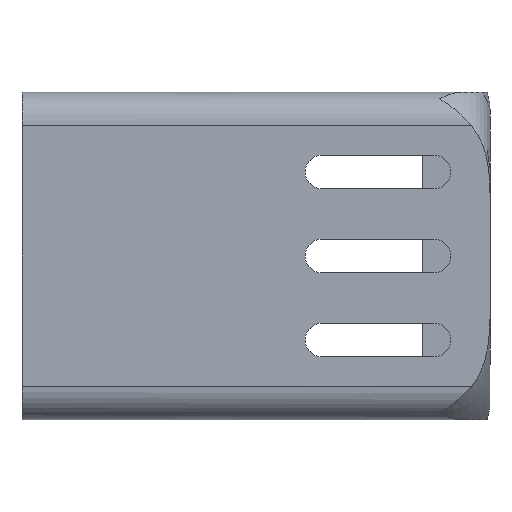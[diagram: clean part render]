
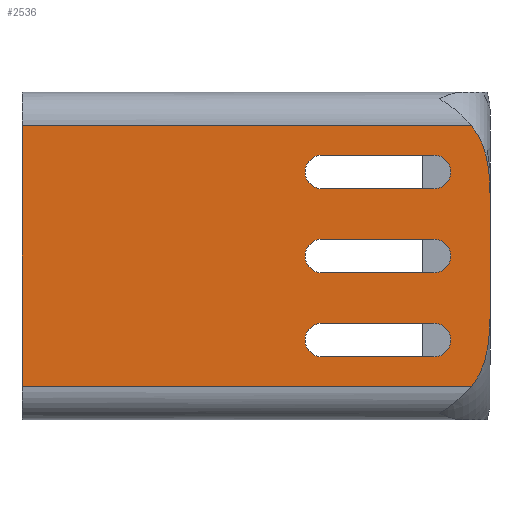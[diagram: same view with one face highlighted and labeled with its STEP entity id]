
A CAD part, front view. The second image highlights one B-rep face of the part: STEP entity #2536.
In plain terms, the highlighted planar face has unit normal (0, -1, 0).
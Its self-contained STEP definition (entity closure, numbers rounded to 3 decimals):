
#20=FACE_BOUND('',#375,.T.);
#21=FACE_BOUND('',#376,.T.);
#22=FACE_BOUND('',#377,.T.);
#86=B_SPLINE_CURVE_WITH_KNOTS('',3,(#4319,#4320,#4321,#4322,#4323,#4324,
#4325,#4326,#4327,#4328,#4329,#4330),.UNSPECIFIED.,.F.,.F.,(4,2,2,2,2,4),
(1.743,1.747,1.856,1.965,2.155,
2.345),.UNSPECIFIED.);
#91=B_SPLINE_CURVE_WITH_KNOTS('',3,(#4390,#4391,#4392,#4393,#4394,#4395,
#4396,#4397,#4398,#4399,#4400,#4401),.UNSPECIFIED.,.F.,.F.,(4,2,2,2,2,4),
(3.395,3.584,3.774,3.884,3.993,
3.997),.UNSPECIFIED.);
#129=PLANE('',#2751);
#239=FACE_OUTER_BOUND('',#374,.T.);
#374=EDGE_LOOP('',(#2008,#2009,#2010,#2011,#2012,#2013));
#375=EDGE_LOOP('',(#2014,#2015,#2016,#2017));
#376=EDGE_LOOP('',(#2018,#2019,#2020,#2021));
#377=EDGE_LOOP('',(#2022,#2023,#2024,#2025));
#458=LINE('',#3555,#706);
#462=LINE('',#3565,#710);
#467=LINE('',#3580,#715);
#469=LINE('',#3585,#717);
#473=LINE('',#3597,#721);
#478=LINE('',#3613,#726);
#587=LINE('',#4421,#835);
#589=LINE('',#4426,#837);
#590=LINE('',#4428,#838);
#591=LINE('',#4429,#839);
#706=VECTOR('',#2860,10.);
#710=VECTOR('',#2872,10.);
#715=VECTOR('',#2885,10.);
#717=VECTOR('',#2889,10.);
#721=VECTOR('',#2901,10.);
#726=VECTOR('',#2920,10.);
#835=VECTOR('',#3231,10.);
#837=VECTOR('',#3237,10.);
#838=VECTOR('',#3238,10.);
#839=VECTOR('',#3239,10.);
#952=CIRCLE('',#2627,1.5);
#954=CIRCLE('',#2631,1.5);
#956=CIRCLE('',#2635,1.5);
#958=CIRCLE('',#2640,1.5);
#960=CIRCLE('',#2644,1.5);
#962=CIRCLE('',#2647,1.5);
#1030=VERTEX_POINT('',#3546);
#1031=VERTEX_POINT('',#3548);
#1033=VERTEX_POINT('',#3554);
#1035=VERTEX_POINT('',#3560);
#1038=VERTEX_POINT('',#3570);
#1039=VERTEX_POINT('',#3572);
#1041=VERTEX_POINT('',#3578);
#1043=VERTEX_POINT('',#3584);
#1046=VERTEX_POINT('',#3594);
#1047=VERTEX_POINT('',#3596);
#1049=VERTEX_POINT('',#3602);
#1051=VERTEX_POINT('',#3608);
#1192=VERTEX_POINT('',#4245);
#1198=VERTEX_POINT('',#4310);
#1204=VERTEX_POINT('',#4387);
#1205=VERTEX_POINT('',#4389);
#1207=VERTEX_POINT('',#4420);
#1209=VERTEX_POINT('',#4427);
#1284=EDGE_CURVE('',#1031,#1030,#952,.T.);
#1287=EDGE_CURVE('',#1033,#1031,#458,.T.);
#1290=EDGE_CURVE('',#1035,#1033,#954,.T.);
#1293=EDGE_CURVE('',#1030,#1035,#462,.T.);
#1296=EDGE_CURVE('',#1039,#1038,#956,.T.);
#1300=EDGE_CURVE('',#1038,#1041,#467,.T.);
#1302=EDGE_CURVE('',#1043,#1039,#469,.T.);
#1305=EDGE_CURVE('',#1041,#1043,#958,.T.);
#1308=EDGE_CURVE('',#1047,#1046,#473,.T.);
#1311=EDGE_CURVE('',#1049,#1047,#960,.T.);
#1315=EDGE_CURVE('',#1046,#1051,#962,.T.);
#1317=EDGE_CURVE('',#1051,#1049,#478,.T.);
#1510=EDGE_CURVE('',#1198,#1192,#86,.T.);
#1516=EDGE_CURVE('',#1204,#1205,#91,.T.);
#1519=EDGE_CURVE('',#1207,#1205,#587,.T.);
#1522=EDGE_CURVE('',#1204,#1192,#589,.T.);
#1523=EDGE_CURVE('',#1209,#1198,#590,.T.);
#1524=EDGE_CURVE('',#1207,#1209,#591,.T.);
#2008=ORIENTED_EDGE('',*,*,#1516,.F.);
#2009=ORIENTED_EDGE('',*,*,#1522,.T.);
#2010=ORIENTED_EDGE('',*,*,#1510,.F.);
#2011=ORIENTED_EDGE('',*,*,#1523,.F.);
#2012=ORIENTED_EDGE('',*,*,#1524,.F.);
#2013=ORIENTED_EDGE('',*,*,#1519,.T.);
#2014=ORIENTED_EDGE('',*,*,#1284,.T.);
#2015=ORIENTED_EDGE('',*,*,#1293,.T.);
#2016=ORIENTED_EDGE('',*,*,#1290,.T.);
#2017=ORIENTED_EDGE('',*,*,#1287,.T.);
#2018=ORIENTED_EDGE('',*,*,#1300,.T.);
#2019=ORIENTED_EDGE('',*,*,#1305,.T.);
#2020=ORIENTED_EDGE('',*,*,#1302,.T.);
#2021=ORIENTED_EDGE('',*,*,#1296,.T.);
#2022=ORIENTED_EDGE('',*,*,#1315,.T.);
#2023=ORIENTED_EDGE('',*,*,#1317,.T.);
#2024=ORIENTED_EDGE('',*,*,#1311,.T.);
#2025=ORIENTED_EDGE('',*,*,#1308,.T.);
#2536=ADVANCED_FACE('',(#239,#20,#21,#22),#129,.T.);
#2627=AXIS2_PLACEMENT_3D('',#3549,#2854,#2855);
#2631=AXIS2_PLACEMENT_3D('',#3561,#2866,#2867);
#2635=AXIS2_PLACEMENT_3D('',#3573,#2878,#2879);
#2640=AXIS2_PLACEMENT_3D('',#3589,#2895,#2896);
#2644=AXIS2_PLACEMENT_3D('',#3603,#2907,#2908);
#2647=AXIS2_PLACEMENT_3D('',#3610,#2915,#2916);
#2751=AXIS2_PLACEMENT_3D('',#4425,#3235,#3236);
#2854=DIRECTION('center_axis',(0.,1.,0.));
#2855=DIRECTION('ref_axis',(0.,0.,-1.));
#2860=DIRECTION('',(-1.,0.,0.));
#2866=DIRECTION('center_axis',(0.,1.,0.));
#2867=DIRECTION('ref_axis',(0.,0.,1.));
#2872=DIRECTION('',(1.,0.,0.));
#2878=DIRECTION('center_axis',(0.,1.,0.));
#2879=DIRECTION('ref_axis',(0.,0.,
-1.));
#2885=DIRECTION('',(1.,0.,0.));
#2889=DIRECTION('',(-1.,0.,0.));
#2895=DIRECTION('center_axis',(0.,1.,0.));
#2896=DIRECTION('ref_axis',(0.,0.,1.));
#2901=DIRECTION('',(1.,0.,0.));
#2907=DIRECTION('center_axis',(0.,1.,0.));
#2908=DIRECTION('ref_axis',(0.,0.,-1.));
#2915=DIRECTION('center_axis',(0.,1.,0.));
#2916=DIRECTION('ref_axis',(0.,0.,1.));
#2920=DIRECTION('',(-1.,0.,0.));
#3231=DIRECTION('',(1.,0.,0.));
#3235=DIRECTION('center_axis',(0.,-1.,0.));
#3236=DIRECTION('ref_axis',(1.,0.,0.));
#3237=DIRECTION('',(0.,0.,1.));
#3238=DIRECTION('',(1.,0.,0.));
#3239=DIRECTION('',(0.,0.,1.));
#3546=CARTESIAN_POINT('',(11.5,-11.8,9.));
#3548=CARTESIAN_POINT('',(11.5,-11.8,6.));
#3549=CARTESIAN_POINT('Origin',(11.5,-11.8,7.5));
#3554=CARTESIAN_POINT('',(21.5,-11.8,6.));
#3555=CARTESIAN_POINT('',(3.125,-11.8,6.));
#3560=CARTESIAN_POINT('',(21.5,-11.8,9.));
#3561=CARTESIAN_POINT('Origin',(21.5,-11.8,7.5));
#3565=CARTESIAN_POINT('',(-1.875,-11.8,9.));
#3570=CARTESIAN_POINT('',(11.5,-11.8,1.5));
#3572=CARTESIAN_POINT('',(11.5,-11.8,-1.5));
#3573=CARTESIAN_POINT('Origin',(11.5,-11.8,0.));
#3578=CARTESIAN_POINT('',(21.5,-11.8,1.5));
#3580=CARTESIAN_POINT('',(-1.875,-11.8,1.5));
#3584=CARTESIAN_POINT('',(21.5,-11.8,-1.5));
#3585=CARTESIAN_POINT('',(3.125,-11.8,-1.5));
#3589=CARTESIAN_POINT('Origin',(21.5,-11.8,0.));
#3594=CARTESIAN_POINT('',(21.5,-11.8,-6.));
#3596=CARTESIAN_POINT('',(11.5,-11.8,-6.));
#3597=CARTESIAN_POINT('',(-1.875,-11.8,-6.));
#3602=CARTESIAN_POINT('',(11.5,-11.8,-9.));
#3603=CARTESIAN_POINT('Origin',(11.5,-11.8,-7.5));
#3608=CARTESIAN_POINT('',(21.5,-11.8,-9.));
#3610=CARTESIAN_POINT('Origin',(21.5,-11.8,-7.5));
#3613=CARTESIAN_POINT('',(3.125,-11.8,-9.));
#4245=CARTESIAN_POINT('',(26.5,-11.8,5.591));
#4310=CARTESIAN_POINT('',(24.838,-11.8,11.625));
#4319=CARTESIAN_POINT('Ctrl Pts',(24.838,-11.8,11.625));
#4320=CARTESIAN_POINT('Ctrl Pts',(24.845,-11.8,11.616));
#4321=CARTESIAN_POINT('Ctrl Pts',(24.853,-11.8,11.607));
#4322=CARTESIAN_POINT('Ctrl Pts',(25.096,-11.8,11.32));
#4323=CARTESIAN_POINT('Ctrl Pts',(25.32,-11.8,10.99));
#4324=CARTESIAN_POINT('Ctrl Pts',(25.696,-11.8,10.288));
#4325=CARTESIAN_POINT('Ctrl Pts',(25.849,-11.8,9.918));
#4326=CARTESIAN_POINT('Ctrl Pts',(26.168,-11.8,8.972));
#4327=CARTESIAN_POINT('Ctrl Pts',(26.31,-11.8,8.295));
#4328=CARTESIAN_POINT('Ctrl Pts',(26.475,-11.8,6.921));
#4329=CARTESIAN_POINT('Ctrl Pts',(26.5,-11.8,6.225));
#4330=CARTESIAN_POINT('Ctrl Pts',(26.5,-11.8,5.591));
#4387=CARTESIAN_POINT('',(26.5,-11.8,-5.591));
#4389=CARTESIAN_POINT('',(24.838,-11.8,-11.625));
#4390=CARTESIAN_POINT('Ctrl Pts',(26.5,-11.8,-5.591));
#4391=CARTESIAN_POINT('Ctrl Pts',(26.5,-11.8,-6.225));
#4392=CARTESIAN_POINT('Ctrl Pts',(26.475,-11.8,-6.921));
#4393=CARTESIAN_POINT('Ctrl Pts',(26.31,-11.8,-8.295));
#4394=CARTESIAN_POINT('Ctrl Pts',(26.168,-11.8,-8.972));
#4395=CARTESIAN_POINT('Ctrl Pts',(25.849,-11.8,-9.918));
#4396=CARTESIAN_POINT('Ctrl Pts',(25.696,-11.8,-10.288));
#4397=CARTESIAN_POINT('Ctrl Pts',(25.32,-11.8,-10.99));
#4398=CARTESIAN_POINT('Ctrl Pts',(25.096,-11.8,-11.32));
#4399=CARTESIAN_POINT('Ctrl Pts',(24.853,-11.8,-11.607));
#4400=CARTESIAN_POINT('Ctrl Pts',(24.845,-11.8,-11.616));
#4401=CARTESIAN_POINT('Ctrl Pts',(24.838,-11.8,-11.625));
#4420=CARTESIAN_POINT('',(-15.25,-11.8,-11.625));
#4421=CARTESIAN_POINT('',(-4.813,-11.8,-11.625));
#4425=CARTESIAN_POINT('Origin',(-15.25,-11.8,0.));
#4426=CARTESIAN_POINT('',(26.5,-11.8,0.));
#4427=CARTESIAN_POINT('',(-15.25,-11.8,11.625));
#4428=CARTESIAN_POINT('',(-4.813,-11.8,11.625));
#4429=CARTESIAN_POINT('',(-15.25,-11.8,0.));
